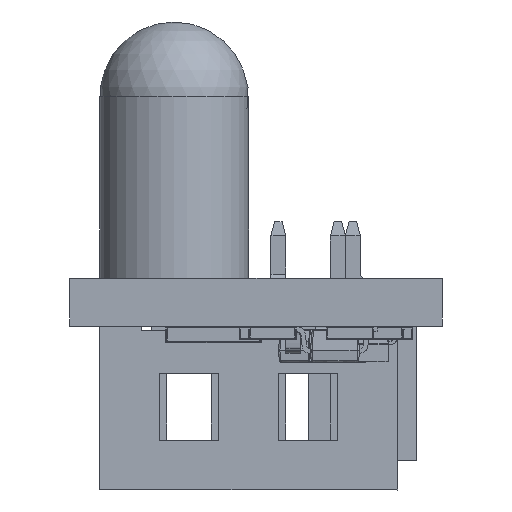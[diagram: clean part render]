
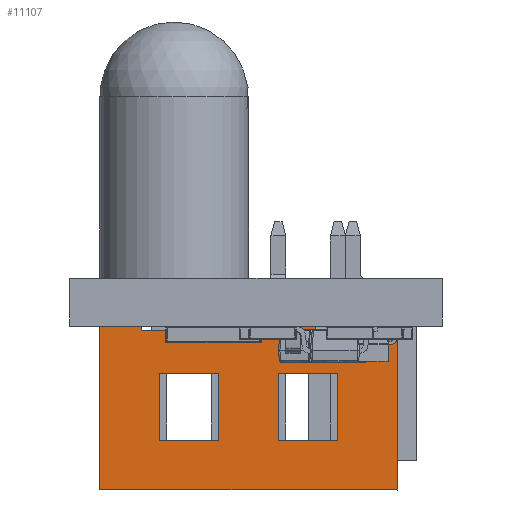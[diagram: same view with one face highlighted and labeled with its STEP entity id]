
A CAD part, left-side view. The second image highlights one B-rep face of the part: STEP entity #11107.
In plain terms, the highlighted face is planar.
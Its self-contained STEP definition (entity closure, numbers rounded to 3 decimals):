
#11107 = ADVANCED_FACE('',(#11108,#11270,#11304),#11338,.F.);
#11108 = FACE_BOUND('',#11109,.F.);
#11109 = EDGE_LOOP('',(#11110,#11120,#11128,#11136,#11144,#11152,#11160,
    #11168,#11176,#11184,#11192,#11200,#11208,#11216,#11224,#11232,
    #11240,#11248,#11256,#11264));
#11110 = ORIENTED_EDGE('',*,*,#11111,.F.);
#11111 = EDGE_CURVE('',#11112,#11114,#11116,.T.);
#11112 = VERTEX_POINT('',#11113);
#11113 = CARTESIAN_POINT('',(3.6,-2.75,-1.825));
#11114 = VERTEX_POINT('',#11115);
#11115 = CARTESIAN_POINT('',(3.6,-2.6,-1.825));
#11116 = LINE('',#11117,#11118);
#11117 = CARTESIAN_POINT('',(3.6,-2.75,-1.825));
#11118 = VECTOR('',#11119,1.);
#11119 = DIRECTION('',(0.,1.,0.));
#11120 = ORIENTED_EDGE('',*,*,#11121,.T.);
#11121 = EDGE_CURVE('',#11112,#11122,#11124,.T.);
#11122 = VERTEX_POINT('',#11123);
#11123 = CARTESIAN_POINT('',(5.,-2.75,-1.825));
#11124 = LINE('',#11125,#11126);
#11125 = CARTESIAN_POINT('',(3.6,-2.75,-1.825));
#11126 = VECTOR('',#11127,1.);
#11127 = DIRECTION('',(1.,0.,0.));
#11128 = ORIENTED_EDGE('',*,*,#11129,.T.);
#11129 = EDGE_CURVE('',#11122,#11130,#11132,.T.);
#11130 = VERTEX_POINT('',#11131);
#11131 = CARTESIAN_POINT('',(5.,2.75,-1.825));
#11132 = LINE('',#11133,#11134);
#11133 = CARTESIAN_POINT('',(5.,-2.75,-1.825));
#11134 = VECTOR('',#11135,1.);
#11135 = DIRECTION('',(0.,1.,0.));
#11136 = ORIENTED_EDGE('',*,*,#11137,.T.);
#11137 = EDGE_CURVE('',#11130,#11138,#11140,.T.);
#11138 = VERTEX_POINT('',#11139);
#11139 = CARTESIAN_POINT('',(-5.,2.75,-1.825));
#11140 = LINE('',#11141,#11142);
#11141 = CARTESIAN_POINT('',(5.,2.75,-1.825));
#11142 = VECTOR('',#11143,1.);
#11143 = DIRECTION('',(-1.,0.,0.));
#11144 = ORIENTED_EDGE('',*,*,#11145,.T.);
#11145 = EDGE_CURVE('',#11138,#11146,#11148,.T.);
#11146 = VERTEX_POINT('',#11147);
#11147 = CARTESIAN_POINT('',(-5.,-2.75,-1.825));
#11148 = LINE('',#11149,#11150);
#11149 = CARTESIAN_POINT('',(-5.,2.75,-1.825));
#11150 = VECTOR('',#11151,1.);
#11151 = DIRECTION('',(0.,-1.,0.));
#11152 = ORIENTED_EDGE('',*,*,#11153,.T.);
#11153 = EDGE_CURVE('',#11146,#11154,#11156,.T.);
#11154 = VERTEX_POINT('',#11155);
#11155 = CARTESIAN_POINT('',(-3.6,-2.75,-1.825));
#11156 = LINE('',#11157,#11158);
#11157 = CARTESIAN_POINT('',(-5.,-2.75,-1.825));
#11158 = VECTOR('',#11159,1.);
#11159 = DIRECTION('',(1.,0.,0.));
#11160 = ORIENTED_EDGE('',*,*,#11161,.T.);
#11161 = EDGE_CURVE('',#11154,#11162,#11164,.T.);
#11162 = VERTEX_POINT('',#11163);
#11163 = CARTESIAN_POINT('',(-3.6,-2.6,-1.825));
#11164 = LINE('',#11165,#11166);
#11165 = CARTESIAN_POINT('',(-3.6,-2.75,-1.825));
#11166 = VECTOR('',#11167,1.);
#11167 = DIRECTION('',(0.,1.,0.));
#11168 = ORIENTED_EDGE('',*,*,#11169,.T.);
#11169 = EDGE_CURVE('',#11162,#11170,#11172,.T.);
#11170 = VERTEX_POINT('',#11171);
#11171 = CARTESIAN_POINT('',(-2.4,-2.6,-1.825));
#11172 = LINE('',#11173,#11174);
#11173 = CARTESIAN_POINT('',(-3.6,-2.6,-1.825));
#11174 = VECTOR('',#11175,1.);
#11175 = DIRECTION('',(1.,0.,0.));
#11176 = ORIENTED_EDGE('',*,*,#11177,.F.);
#11177 = EDGE_CURVE('',#11178,#11170,#11180,.T.);
#11178 = VERTEX_POINT('',#11179);
#11179 = CARTESIAN_POINT('',(-2.4,-2.75,-1.825));
#11180 = LINE('',#11181,#11182);
#11181 = CARTESIAN_POINT('',(-2.4,-2.75,-1.825));
#11182 = VECTOR('',#11183,1.);
#11183 = DIRECTION('',(0.,1.,0.));
#11184 = ORIENTED_EDGE('',*,*,#11185,.T.);
#11185 = EDGE_CURVE('',#11178,#11186,#11188,.T.);
#11186 = VERTEX_POINT('',#11187);
#11187 = CARTESIAN_POINT('',(-1.6,-2.75,-1.825));
#11188 = LINE('',#11189,#11190);
#11189 = CARTESIAN_POINT('',(-2.4,-2.75,-1.825));
#11190 = VECTOR('',#11191,1.);
#11191 = DIRECTION('',(1.,0.,0.));
#11192 = ORIENTED_EDGE('',*,*,#11193,.T.);
#11193 = EDGE_CURVE('',#11186,#11194,#11196,.T.);
#11194 = VERTEX_POINT('',#11195);
#11195 = CARTESIAN_POINT('',(-1.6,-2.6,-1.825));
#11196 = LINE('',#11197,#11198);
#11197 = CARTESIAN_POINT('',(-1.6,-2.75,-1.825));
#11198 = VECTOR('',#11199,1.);
#11199 = DIRECTION('',(0.,1.,0.));
#11200 = ORIENTED_EDGE('',*,*,#11201,.T.);
#11201 = EDGE_CURVE('',#11194,#11202,#11204,.T.);
#11202 = VERTEX_POINT('',#11203);
#11203 = CARTESIAN_POINT('',(-0.4,-2.6,-1.825));
#11204 = LINE('',#11205,#11206);
#11205 = CARTESIAN_POINT('',(-1.6,-2.6,-1.825));
#11206 = VECTOR('',#11207,1.);
#11207 = DIRECTION('',(1.,0.,0.));
#11208 = ORIENTED_EDGE('',*,*,#11209,.F.);
#11209 = EDGE_CURVE('',#11210,#11202,#11212,.T.);
#11210 = VERTEX_POINT('',#11211);
#11211 = CARTESIAN_POINT('',(-0.4,-2.75,-1.825));
#11212 = LINE('',#11213,#11214);
#11213 = CARTESIAN_POINT('',(-0.4,-2.75,-1.825));
#11214 = VECTOR('',#11215,1.);
#11215 = DIRECTION('',(0.,1.,0.));
#11216 = ORIENTED_EDGE('',*,*,#11217,.T.);
#11217 = EDGE_CURVE('',#11210,#11218,#11220,.T.);
#11218 = VERTEX_POINT('',#11219);
#11219 = CARTESIAN_POINT('',(0.4,-2.75,-1.825));
#11220 = LINE('',#11221,#11222);
#11221 = CARTESIAN_POINT('',(-0.4,-2.75,-1.825));
#11222 = VECTOR('',#11223,1.);
#11223 = DIRECTION('',(1.,0.,0.));
#11224 = ORIENTED_EDGE('',*,*,#11225,.T.);
#11225 = EDGE_CURVE('',#11218,#11226,#11228,.T.);
#11226 = VERTEX_POINT('',#11227);
#11227 = CARTESIAN_POINT('',(0.4,-2.6,-1.825));
#11228 = LINE('',#11229,#11230);
#11229 = CARTESIAN_POINT('',(0.4,-2.75,-1.825));
#11230 = VECTOR('',#11231,1.);
#11231 = DIRECTION('',(0.,1.,0.));
#11232 = ORIENTED_EDGE('',*,*,#11233,.T.);
#11233 = EDGE_CURVE('',#11226,#11234,#11236,.T.);
#11234 = VERTEX_POINT('',#11235);
#11235 = CARTESIAN_POINT('',(1.6,-2.6,-1.825));
#11236 = LINE('',#11237,#11238);
#11237 = CARTESIAN_POINT('',(0.4,-2.6,-1.825));
#11238 = VECTOR('',#11239,1.);
#11239 = DIRECTION('',(1.,0.,0.));
#11240 = ORIENTED_EDGE('',*,*,#11241,.F.);
#11241 = EDGE_CURVE('',#11242,#11234,#11244,.T.);
#11242 = VERTEX_POINT('',#11243);
#11243 = CARTESIAN_POINT('',(1.6,-2.75,-1.825));
#11244 = LINE('',#11245,#11246);
#11245 = CARTESIAN_POINT('',(1.6,-2.75,-1.825));
#11246 = VECTOR('',#11247,1.);
#11247 = DIRECTION('',(0.,1.,0.));
#11248 = ORIENTED_EDGE('',*,*,#11249,.T.);
#11249 = EDGE_CURVE('',#11242,#11250,#11252,.T.);
#11250 = VERTEX_POINT('',#11251);
#11251 = CARTESIAN_POINT('',(2.4,-2.75,-1.825));
#11252 = LINE('',#11253,#11254);
#11253 = CARTESIAN_POINT('',(1.6,-2.75,-1.825));
#11254 = VECTOR('',#11255,1.);
#11255 = DIRECTION('',(1.,0.,0.));
#11256 = ORIENTED_EDGE('',*,*,#11257,.T.);
#11257 = EDGE_CURVE('',#11250,#11258,#11260,.T.);
#11258 = VERTEX_POINT('',#11259);
#11259 = CARTESIAN_POINT('',(2.4,-2.6,-1.825));
#11260 = LINE('',#11261,#11262);
#11261 = CARTESIAN_POINT('',(2.4,-2.75,-1.825));
#11262 = VECTOR('',#11263,1.);
#11263 = DIRECTION('',(0.,1.,0.));
#11264 = ORIENTED_EDGE('',*,*,#11265,.T.);
#11265 = EDGE_CURVE('',#11258,#11114,#11266,.T.);
#11266 = LINE('',#11267,#11268);
#11267 = CARTESIAN_POINT('',(2.4,-2.6,-1.825));
#11268 = VECTOR('',#11269,1.);
#11269 = DIRECTION('',(1.,0.,0.));
#11270 = FACE_BOUND('',#11271,.F.);
#11271 = EDGE_LOOP('',(#11272,#11282,#11290,#11298));
#11272 = ORIENTED_EDGE('',*,*,#11273,.F.);
#11273 = EDGE_CURVE('',#11274,#11276,#11278,.T.);
#11274 = VERTEX_POINT('',#11275);
#11275 = CARTESIAN_POINT('',(1.,-1.15,-1.825));
#11276 = VERTEX_POINT('',#11277);
#11277 = CARTESIAN_POINT('',(3.,-1.15,-1.825));
#11278 = LINE('',#11279,#11280);
#11279 = CARTESIAN_POINT('',(1.,-1.15,-1.825));
#11280 = VECTOR('',#11281,1.);
#11281 = DIRECTION('',(1.,0.,0.));
#11282 = ORIENTED_EDGE('',*,*,#11283,.F.);
#11283 = EDGE_CURVE('',#11284,#11274,#11286,.T.);
#11284 = VERTEX_POINT('',#11285);
#11285 = CARTESIAN_POINT('',(1.,1.1,-1.825));
#11286 = LINE('',#11287,#11288);
#11287 = CARTESIAN_POINT('',(1.,1.1,-1.825));
#11288 = VECTOR('',#11289,1.);
#11289 = DIRECTION('',(0.,-1.,0.));
#11290 = ORIENTED_EDGE('',*,*,#11291,.F.);
#11291 = EDGE_CURVE('',#11292,#11284,#11294,.T.);
#11292 = VERTEX_POINT('',#11293);
#11293 = CARTESIAN_POINT('',(3.,1.1,-1.825));
#11294 = LINE('',#11295,#11296);
#11295 = CARTESIAN_POINT('',(3.,1.1,-1.825));
#11296 = VECTOR('',#11297,1.);
#11297 = DIRECTION('',(-1.,0.,0.));
#11298 = ORIENTED_EDGE('',*,*,#11299,.F.);
#11299 = EDGE_CURVE('',#11276,#11292,#11300,.T.);
#11300 = LINE('',#11301,#11302);
#11301 = CARTESIAN_POINT('',(3.,-1.15,-1.825));
#11302 = VECTOR('',#11303,1.);
#11303 = DIRECTION('',(0.,1.,0.));
#11304 = FACE_BOUND('',#11305,.F.);
#11305 = EDGE_LOOP('',(#11306,#11316,#11324,#11332));
#11306 = ORIENTED_EDGE('',*,*,#11307,.F.);
#11307 = EDGE_CURVE('',#11308,#11310,#11312,.T.);
#11308 = VERTEX_POINT('',#11309);
#11309 = CARTESIAN_POINT('',(-3.,-1.15,-1.825));
#11310 = VERTEX_POINT('',#11311);
#11311 = CARTESIAN_POINT('',(-1.,-1.15,-1.825));
#11312 = LINE('',#11313,#11314);
#11313 = CARTESIAN_POINT('',(-3.,-1.15,-1.825));
#11314 = VECTOR('',#11315,1.);
#11315 = DIRECTION('',(1.,0.,0.));
#11316 = ORIENTED_EDGE('',*,*,#11317,.F.);
#11317 = EDGE_CURVE('',#11318,#11308,#11320,.T.);
#11318 = VERTEX_POINT('',#11319);
#11319 = CARTESIAN_POINT('',(-3.,1.1,-1.825));
#11320 = LINE('',#11321,#11322);
#11321 = CARTESIAN_POINT('',(-3.,1.1,-1.825));
#11322 = VECTOR('',#11323,1.);
#11323 = DIRECTION('',(0.,-1.,0.));
#11324 = ORIENTED_EDGE('',*,*,#11325,.F.);
#11325 = EDGE_CURVE('',#11326,#11318,#11328,.T.);
#11326 = VERTEX_POINT('',#11327);
#11327 = CARTESIAN_POINT('',(-1.,1.1,-1.825));
#11328 = LINE('',#11329,#11330);
#11329 = CARTESIAN_POINT('',(-1.,1.1,-1.825));
#11330 = VECTOR('',#11331,1.);
#11331 = DIRECTION('',(-1.,0.,0.));
#11332 = ORIENTED_EDGE('',*,*,#11333,.F.);
#11333 = EDGE_CURVE('',#11310,#11326,#11334,.T.);
#11334 = LINE('',#11335,#11336);
#11335 = CARTESIAN_POINT('',(-1.,-1.15,-1.825));
#11336 = VECTOR('',#11337,1.);
#11337 = DIRECTION('',(0.,1.,0.));
#11338 = PLANE('',#11339);
#11339 = AXIS2_PLACEMENT_3D('',#11340,#11341,#11342);
#11340 = CARTESIAN_POINT('',(0.,0.,-1.825));
#11341 = DIRECTION('',(0.,0.,1.));
#11342 = DIRECTION('',(1.,0.,0.));
